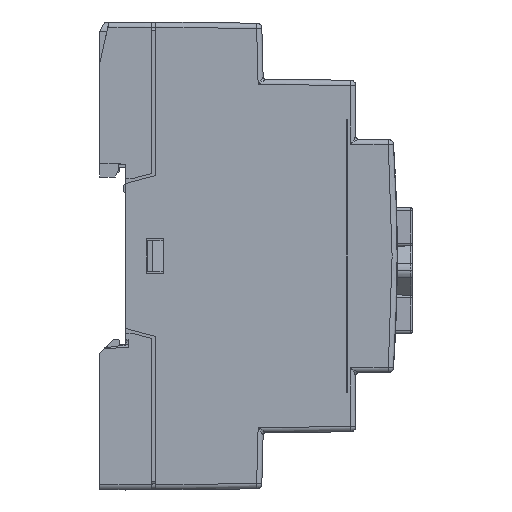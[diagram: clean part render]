
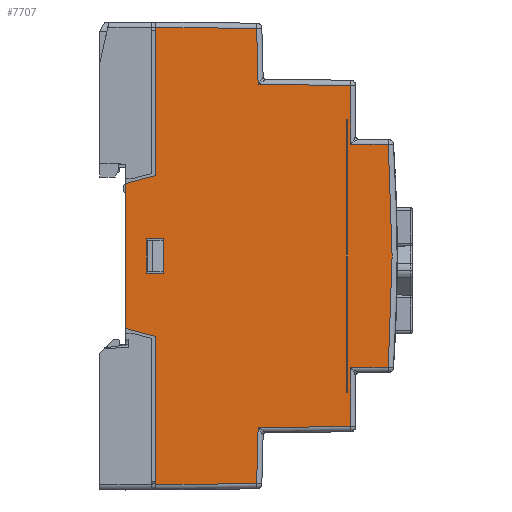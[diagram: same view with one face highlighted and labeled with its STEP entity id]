
A CAD part, left-side view. The second image highlights one B-rep face of the part: STEP entity #7707.
In plain terms, the highlighted planar face has unit normal (-1, 0, 0).
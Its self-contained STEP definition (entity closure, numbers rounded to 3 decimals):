
#335=(
BOUNDED_CURVE()
B_SPLINE_CURVE(3,(#132174,#132175,#132176,#132177),.UNSPECIFIED.,.F.,.F.)
B_SPLINE_CURVE_WITH_KNOTS((4,4),(0.,1.),.UNSPECIFIED.)
CURVE()
GEOMETRIC_REPRESENTATION_ITEM()
RATIONAL_B_SPLINE_CURVE((1.,0.998,0.998,1.))
REPRESENTATION_ITEM('')
);
#3529=FACE_BOUND('',#13259,.T.);
#3530=FACE_BOUND('',#13260,.T.);
#3531=FACE_BOUND('',#13261,.T.);
#5276=PLANE('',#67879);
#7707=ADVANCED_FACE('',(#3529,#3530,#3531),#5276,.F.);
#13259=EDGE_LOOP('',(#43208,#43209,#43210,#43211));
#13260=EDGE_LOOP('',(#43212,#43213,#43214,#43215));
#13261=EDGE_LOOP('',(#43216,#43217,#43218,#43219,#43220,#43221,#43222,#43223,
#43224,#43225,#43226,#43227,#43228,#43229,#43230,#43231));
#19710=LINE('',#134413,#27000);
#19713=LINE('',#134419,#27003);
#19715=LINE('',#134423,#27005);
#19716=LINE('',#134425,#27006);
#19719=LINE('',#134431,#27009);
#19723=LINE('',#134441,#27013);
#19727=LINE('',#134447,#27017);
#19730=LINE('',#134454,#27020);
#19732=LINE('',#134461,#27022);
#19734=LINE('',#134467,#27024);
#19737=LINE('',#134473,#27027);
#19738=LINE('',#134475,#27028);
#19739=LINE('',#134477,#27029);
#19742=LINE('',#134483,#27032);
#19743=LINE('',#134485,#27033);
#20206=LINE('',#135762,#27496);
#20356=LINE('',#136183,#27646);
#20382=LINE('',#136271,#27672);
#20386=LINE('',#136278,#27676);
#20431=LINE('',#136412,#27721);
#20456=LINE('',#136488,#27746);
#20480=LINE('',#136563,#27770);
#20512=LINE('',#136708,#27802);
#27000=VECTOR('',#79976,1.);
#27003=VECTOR('',#79981,1.);
#27005=VECTOR('',#79985,1.);
#27006=VECTOR('',#79988,1.);
#27009=VECTOR('',#79993,1.);
#27013=VECTOR('',#80001,1.);
#27017=VECTOR('',#80007,1.);
#27020=VECTOR('',#80012,1.);
#27022=VECTOR('',#80018,1.);
#27024=VECTOR('',#80024,1.);
#27027=VECTOR('',#80031,1.);
#27028=VECTOR('',#80034,1.);
#27029=VECTOR('',#80037,1.);
#27032=VECTOR('',#80044,1.);
#27033=VECTOR('',#80047,1.);
#27496=VECTOR('',#81020,1.);
#27646=VECTOR('',#81412,1.);
#27672=VECTOR('',#81484,1.);
#27676=VECTOR('',#81492,1.);
#27721=VECTOR('',#81621,1.);
#27746=VECTOR('',#81734,1.);
#27770=VECTOR('',#81804,1.);
#27802=VECTOR('',#81894,1.);
#43208=ORIENTED_EDGE('',*,*,#61157,.F.);
#43209=ORIENTED_EDGE('',*,*,#61159,.F.);
#43210=ORIENTED_EDGE('',*,*,#62092,.F.);
#43211=ORIENTED_EDGE('',*,*,#61973,.F.);
#43212=ORIENTED_EDGE('',*,*,#62030,.F.);
#43213=ORIENTED_EDGE('',*,*,#61163,.F.);
#43214=ORIENTED_EDGE('',*,*,#61969,.F.);
#43215=ORIENTED_EDGE('',*,*,#61160,.F.);
#43216=ORIENTED_EDGE('',*,*,#61168,.F.);
#43217=ORIENTED_EDGE('',*,*,#61172,.F.);
#43218=ORIENTED_EDGE('',*,*,#62059,.F.);
#43219=ORIENTED_EDGE('',*,*,#61175,.F.);
#43220=ORIENTED_EDGE('',*,*,#61742,.F.);
#43221=ORIENTED_EDGE('',*,*,#61935,.F.);
#43222=ORIENTED_EDGE('',*,*,#61178,.F.);
#43223=ORIENTED_EDGE('',*,*,#61181,.F.);
#43224=ORIENTED_EDGE('',*,*,#61185,.F.);
#43225=ORIENTED_EDGE('',*,*,#61186,.F.);
#43226=ORIENTED_EDGE('',*,*,#61154,.F.);
#43227=ORIENTED_EDGE('',*,*,#60271,.F.);
#43228=ORIENTED_EDGE('',*,*,#61187,.F.);
#43229=ORIENTED_EDGE('',*,*,#61191,.F.);
#43230=ORIENTED_EDGE('',*,*,#61192,.F.);
#43231=ORIENTED_EDGE('',*,*,#62132,.F.);
#50312=VERTEX_POINT('',#132173);
#50313=VERTEX_POINT('',#132178);
#50479=VERTEX_POINT('',#132649);
#50519=VERTEX_POINT('',#132777);
#50523=VERTEX_POINT('',#132796);
#50526=VERTEX_POINT('',#132852);
#50529=VERTEX_POINT('',#132898);
#50531=VERTEX_POINT('',#132914);
#50533=VERTEX_POINT('',#132958);
#51065=VERTEX_POINT('',#134416);
#51066=VERTEX_POINT('',#134418);
#51067=VERTEX_POINT('',#134422);
#51068=VERTEX_POINT('',#134426);
#51069=VERTEX_POINT('',#134427);
#51070=VERTEX_POINT('',#134432);
#51071=VERTEX_POINT('',#134433);
#51073=VERTEX_POINT('',#134440);
#51074=VERTEX_POINT('',#134446);
#51077=VERTEX_POINT('',#134453);
#51078=VERTEX_POINT('',#134455);
#51080=VERTEX_POINT('',#134460);
#51081=VERTEX_POINT('',#134462);
#51409=VERTEX_POINT('',#135761);
#51493=VERTEX_POINT('',#136277);
#60271=EDGE_CURVE('',#50312,#50313,#335,.T.);
#61154=EDGE_CURVE('',#50313,#50479,#19710,.T.);
#61157=EDGE_CURVE('',#51066,#51065,#19713,.T.);
#61159=EDGE_CURVE('',#51067,#51066,#19715,.T.);
#61160=EDGE_CURVE('',#51068,#51069,#19716,.T.);
#61163=EDGE_CURVE('',#51070,#51071,#19719,.T.);
#61168=EDGE_CURVE('',#51073,#50519,#19723,.T.);
#61172=EDGE_CURVE('',#51074,#51073,#19727,.T.);
#61175=EDGE_CURVE('',#51077,#51078,#19730,.T.);
#61178=EDGE_CURVE('',#51080,#51081,#19732,.T.);
#61181=EDGE_CURVE('',#50526,#51080,#19734,.T.);
#61185=EDGE_CURVE('',#50529,#50526,#19737,.T.);
#61186=EDGE_CURVE('',#50479,#50529,#19738,.T.);
#61187=EDGE_CURVE('',#50531,#50312,#19739,.T.);
#61191=EDGE_CURVE('',#50533,#50531,#19742,.T.);
#61192=EDGE_CURVE('',#50523,#50533,#19743,.T.);
#61742=EDGE_CURVE('',#51409,#51077,#20206,.T.);
#61935=EDGE_CURVE('',#51081,#51409,#20356,.T.);
#61969=EDGE_CURVE('',#51069,#51070,#20382,.T.);
#61973=EDGE_CURVE('',#51065,#51493,#20386,.T.);
#62030=EDGE_CURVE('',#51071,#51068,#20431,.T.);
#62059=EDGE_CURVE('',#51078,#51074,#20456,.T.);
#62092=EDGE_CURVE('',#51493,#51067,#20480,.T.);
#62132=EDGE_CURVE('',#50519,#50523,#20512,.T.);
#67879=AXIS2_PLACEMENT_3D('',#136944,#81956,#81957);
#79976=DIRECTION('',(0.,1.,-0.009));
#79981=DIRECTION('',(0.,0.,1.));
#79985=DIRECTION('',(0.,-1.,0.));
#79988=DIRECTION('',(0.,-1.,0.));
#79993=DIRECTION('',(0.,1.,0.));
#80001=DIRECTION('',(0.,-1.,-0.009));
#80007=DIRECTION('',(0.,0.,1.));
#80012=DIRECTION('',(0.,0.,1.));
#80018=DIRECTION('',(0.,1.,-0.009));
#80024=DIRECTION('',(0.,0.026,-1.));
#80031=DIRECTION('',(0.,1.,-0.009));
#80034=DIRECTION('',(0.,0.,-1.));
#80037=DIRECTION('',(0.,-1.,-0.009));
#80044=DIRECTION('',(0.,0.,-1.));
#80047=DIRECTION('',(0.,-1.,-0.009));
#81020=DIRECTION('',(0.,0.966,0.259));
#81412=DIRECTION('',(0.,0.,1.));
#81484=DIRECTION('',(0.,0.,1.));
#81492=DIRECTION('',(0.,1.,0.));
#81621=DIRECTION('',(0.,0.,-1.));
#81734=DIRECTION('',(0.,-0.966,0.259));
#81804=DIRECTION('',(0.,0.,-1.));
#81894=DIRECTION('',(0.,-0.026,-1.));
#81956=DIRECTION('',(1.,0.,0.));
#81957=DIRECTION('',(0.,0.,-1.));
#132173=CARTESIAN_POINT('',(-63.557,-40.794,27.073));
#132174=CARTESIAN_POINT('',(-63.557,-40.794,27.073));
#132175=CARTESIAN_POINT('',(-63.557,-41.767,12.787));
#132176=CARTESIAN_POINT('',(-63.557,-41.767,-1.532));
#132177=CARTESIAN_POINT('',(-63.557,-40.794,-15.818));
#132178=CARTESIAN_POINT('',(-63.557,-40.794,-15.818));
#132649=CARTESIAN_POINT('',(-63.557,-33.523,-15.881));
#132777=CARTESIAN_POINT('',(-63.557,-15.449,49.458));
#132796=CARTESIAN_POINT('',(-63.557,-15.732,38.633));
#132852=CARTESIAN_POINT('',(-63.557,-15.732,-27.379));
#132898=CARTESIAN_POINT('',(-63.557,-33.523,-27.223));
#132914=CARTESIAN_POINT('',(-63.557,-33.523,27.136));
#132958=CARTESIAN_POINT('',(-63.557,-33.523,38.478));
#134413=CARTESIAN_POINT('',(-63.557,-40.794,-15.818));
#134416=CARTESIAN_POINT('',(-63.557,-33.023,31.877));
#134418=CARTESIAN_POINT('',(-63.557,-33.023,-20.623));
#134419=CARTESIAN_POINT('',(-63.557,-33.023,-39.373));
#134422=CARTESIAN_POINT('',(-63.557,-32.823,-20.623));
#134423=CARTESIAN_POINT('',(-63.557,-16.423,-20.623));
#134425=CARTESIAN_POINT('',(-63.557,-16.423,2.327));
#134426=CARTESIAN_POINT('',(-63.557,5.777,2.327));
#134427=CARTESIAN_POINT('',(-63.557,2.477,2.327));
#134431=CARTESIAN_POINT('',(-63.557,-16.423,8.927));
#134432=CARTESIAN_POINT('',(-63.557,2.477,8.927));
#134433=CARTESIAN_POINT('',(-63.557,5.777,8.927));
#134440=CARTESIAN_POINT('',(-63.557,3.977,49.627));
#134441=CARTESIAN_POINT('',(-63.557,3.977,49.627));
#134446=CARTESIAN_POINT('',(-63.557,3.977,21.127));
#134447=CARTESIAN_POINT('',(-63.557,3.977,-39.373));
#134453=CARTESIAN_POINT('',(-63.557,9.777,-8.319));
#134454=CARTESIAN_POINT('',(-63.557,9.777,-39.373));
#134455=CARTESIAN_POINT('',(-63.557,9.777,19.573));
#134460=CARTESIAN_POINT('',(-63.557,-15.449,-38.203));
#134461=CARTESIAN_POINT('',(-63.557,-15.449,-38.203));
#134462=CARTESIAN_POINT('',(-63.557,3.977,-38.373));
#134467=CARTESIAN_POINT('',(-63.557,-15.732,-27.379));
#134473=CARTESIAN_POINT('',(-63.557,-33.523,-27.223));
#134475=CARTESIAN_POINT('',(-63.557,-33.523,-39.373));
#134477=CARTESIAN_POINT('',(-63.557,-33.523,27.136));
#134483=CARTESIAN_POINT('',(-63.557,-33.523,-39.373));
#134485=CARTESIAN_POINT('',(-63.557,-15.732,38.633));
#135761=CARTESIAN_POINT('',(-63.557,3.977,-9.873));
#135762=CARTESIAN_POINT('',(-63.557,3.977,-9.873));
#136183=CARTESIAN_POINT('',(-63.557,3.977,-39.373));
#136271=CARTESIAN_POINT('',(-63.557,2.477,-39.373));
#136277=CARTESIAN_POINT('',(-63.557,-32.823,31.877));
#136278=CARTESIAN_POINT('',(-63.557,-16.423,31.877));
#136412=CARTESIAN_POINT('',(-63.557,5.777,-39.373));
#136488=CARTESIAN_POINT('',(-63.557,9.777,19.573));
#136563=CARTESIAN_POINT('',(-63.557,-32.823,-39.373));
#136708=CARTESIAN_POINT('',(-63.557,-15.449,49.458));
#136944=CARTESIAN_POINT('',(-63.557,-16.423,-39.373));
